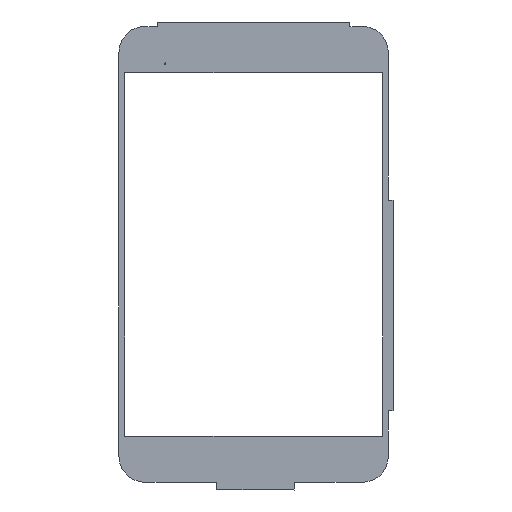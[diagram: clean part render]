
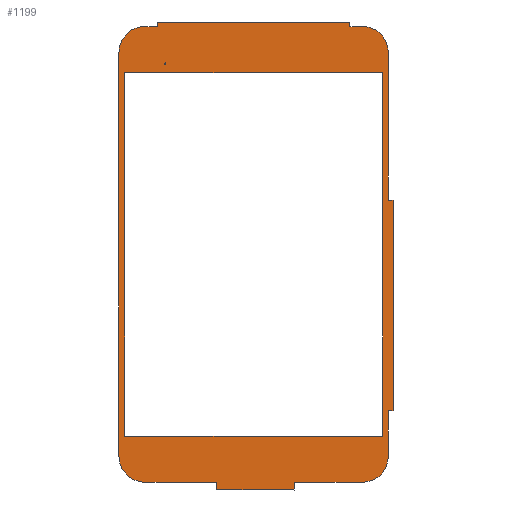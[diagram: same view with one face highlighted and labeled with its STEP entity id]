
A CAD part, front view. The second image highlights one B-rep face of the part: STEP entity #1199.
In plain terms, the highlighted planar face has unit normal (0, -1, 0).
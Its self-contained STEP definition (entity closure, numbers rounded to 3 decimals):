
#16=FACE_BOUND('',#187,.T.);
#17=FACE_BOUND('',#188,.T.);
#67=PLANE('',#1300);
#126=FACE_OUTER_BOUND('',#186,.T.);
#186=EDGE_LOOP('',(#1102,#1103,#1104,#1105,#1106,#1107,#1108,#1109,#1110,
#1111,#1112,#1113,#1114,#1115,#1116,#1117,#1118,#1119,#1120,#1121));
#187=EDGE_LOOP('',(#1122,#1123,#1124));
#188=EDGE_LOOP('',(#1125,#1126,#1127,#1128,#1129,#1130,#1131));
#212=LINE('',#1665,#363);
#253=LINE('',#1758,#404);
#256=LINE('',#1764,#407);
#259=LINE('',#1770,#410);
#275=LINE('',#1806,#426);
#279=LINE('',#1814,#430);
#282=LINE('',#1820,#433);
#285=LINE('',#1826,#436);
#288=LINE('',#1832,#439);
#292=LINE('',#1844,#443);
#296=LINE('',#1856,#447);
#299=LINE('',#1862,#450);
#302=LINE('',#1868,#453);
#305=LINE('',#1874,#456);
#308=LINE('',#1880,#459);
#312=LINE('',#1892,#463);
#315=LINE('',#1898,#466);
#318=LINE('',#1904,#469);
#321=LINE('',#1910,#472);
#324=LINE('',#1916,#475);
#329=LINE('',#1929,#480);
#333=LINE('',#1935,#484);
#336=LINE('',#1944,#487);
#338=LINE('',#1948,#489);
#363=VECTOR('',#1348,10.);
#404=VECTOR('',#1427,10.);
#407=VECTOR('',#1432,10.);
#410=VECTOR('',#1437,10.);
#426=VECTOR('',#1469,10.);
#430=VECTOR('',#1475,10.);
#433=VECTOR('',#1480,10.);
#436=VECTOR('',#1485,10.);
#439=VECTOR('',#1490,10.);
#443=VECTOR('',#1502,10.);
#447=VECTOR('',#1514,10.);
#450=VECTOR('',#1519,10.);
#453=VECTOR('',#1524,10.);
#456=VECTOR('',#1529,10.);
#459=VECTOR('',#1534,10.);
#463=VECTOR('',#1546,10.);
#466=VECTOR('',#1551,10.);
#469=VECTOR('',#1556,10.);
#472=VECTOR('',#1561,10.);
#475=VECTOR('',#1566,10.);
#480=VECTOR('',#1581,10.);
#484=VECTOR('',#1587,10.);
#487=VECTOR('',#1598,10.);
#489=VECTOR('',#1604,10.);
#497=CIRCLE('',#1251,2.);
#500=CIRCLE('',#1268,5.);
#502=CIRCLE('',#1272,5.);
#504=CIRCLE('',#1280,5.);
#506=CIRCLE('',#1288,5.);
#508=CIRCLE('',#1294,2.);
#528=VERTEX_POINT('',#1663);
#529=VERTEX_POINT('',#1664);
#560=VERTEX_POINT('',#1751);
#561=VERTEX_POINT('',#1753);
#562=VERTEX_POINT('',#1757);
#564=VERTEX_POINT('',#1763);
#566=VERTEX_POINT('',#1769);
#577=VERTEX_POINT('',#1804);
#578=VERTEX_POINT('',#1805);
#581=VERTEX_POINT('',#1813);
#583=VERTEX_POINT('',#1819);
#585=VERTEX_POINT('',#1825);
#587=VERTEX_POINT('',#1831);
#589=VERTEX_POINT('',#1837);
#591=VERTEX_POINT('',#1843);
#593=VERTEX_POINT('',#1849);
#595=VERTEX_POINT('',#1855);
#597=VERTEX_POINT('',#1861);
#599=VERTEX_POINT('',#1867);
#601=VERTEX_POINT('',#1873);
#603=VERTEX_POINT('',#1879);
#605=VERTEX_POINT('',#1885);
#607=VERTEX_POINT('',#1891);
#609=VERTEX_POINT('',#1897);
#611=VERTEX_POINT('',#1903);
#613=VERTEX_POINT('',#1909);
#615=VERTEX_POINT('',#1915);
#617=VERTEX_POINT('',#1927);
#618=VERTEX_POINT('',#1928);
#620=VERTEX_POINT('',#1938);
#647=EDGE_CURVE('',#528,#529,#212,.T.);
#691=EDGE_CURVE('',#560,#561,#497,.T.);
#693=EDGE_CURVE('',#562,#560,#253,.T.);
#696=EDGE_CURVE('',#564,#562,#256,.T.);
#699=EDGE_CURVE('',#566,#564,#259,.T.);
#717=EDGE_CURVE('',#577,#578,#275,.T.);
#721=EDGE_CURVE('',#581,#577,#279,.T.);
#724=EDGE_CURVE('',#583,#581,#282,.T.);
#727=EDGE_CURVE('',#585,#583,#285,.T.);
#730=EDGE_CURVE('',#587,#585,#288,.T.);
#733=EDGE_CURVE('',#589,#587,#500,.T.);
#736=EDGE_CURVE('',#591,#589,#292,.T.);
#739=EDGE_CURVE('',#593,#591,#502,.T.);
#742=EDGE_CURVE('',#595,#593,#296,.T.);
#745=EDGE_CURVE('',#597,#595,#299,.T.);
#748=EDGE_CURVE('',#599,#597,#302,.T.);
#751=EDGE_CURVE('',#601,#599,#305,.T.);
#754=EDGE_CURVE('',#603,#601,#308,.T.);
#757=EDGE_CURVE('',#605,#603,#504,.T.);
#760=EDGE_CURVE('',#607,#605,#312,.T.);
#763=EDGE_CURVE('',#609,#607,#315,.T.);
#766=EDGE_CURVE('',#611,#609,#318,.T.);
#769=EDGE_CURVE('',#613,#611,#321,.T.);
#772=EDGE_CURVE('',#615,#613,#324,.T.);
#775=EDGE_CURVE('',#578,#615,#506,.T.);
#779=EDGE_CURVE('',#617,#618,#329,.T.);
#783=EDGE_CURVE('',#561,#528,#333,.T.);
#785=EDGE_CURVE('',#620,#617,#508,.T.);
#788=EDGE_CURVE('',#618,#620,#336,.T.);
#790=EDGE_CURVE('',#529,#566,#338,.T.);
#1102=ORIENTED_EDGE('',*,*,#775,.F.);
#1103=ORIENTED_EDGE('',*,*,#717,.F.);
#1104=ORIENTED_EDGE('',*,*,#721,.F.);
#1105=ORIENTED_EDGE('',*,*,#724,.F.);
#1106=ORIENTED_EDGE('',*,*,#727,.F.);
#1107=ORIENTED_EDGE('',*,*,#730,.F.);
#1108=ORIENTED_EDGE('',*,*,#733,.F.);
#1109=ORIENTED_EDGE('',*,*,#736,.F.);
#1110=ORIENTED_EDGE('',*,*,#739,.F.);
#1111=ORIENTED_EDGE('',*,*,#742,.F.);
#1112=ORIENTED_EDGE('',*,*,#745,.F.);
#1113=ORIENTED_EDGE('',*,*,#748,.F.);
#1114=ORIENTED_EDGE('',*,*,#751,.F.);
#1115=ORIENTED_EDGE('',*,*,#754,.F.);
#1116=ORIENTED_EDGE('',*,*,#757,.F.);
#1117=ORIENTED_EDGE('',*,*,#760,.F.);
#1118=ORIENTED_EDGE('',*,*,#763,.F.);
#1119=ORIENTED_EDGE('',*,*,#766,.F.);
#1120=ORIENTED_EDGE('',*,*,#769,.F.);
#1121=ORIENTED_EDGE('',*,*,#772,.F.);
#1122=ORIENTED_EDGE('',*,*,#785,.F.);
#1123=ORIENTED_EDGE('',*,*,#788,.F.);
#1124=ORIENTED_EDGE('',*,*,#779,.F.);
#1125=ORIENTED_EDGE('',*,*,#790,.F.);
#1126=ORIENTED_EDGE('',*,*,#647,.F.);
#1127=ORIENTED_EDGE('',*,*,#783,.F.);
#1128=ORIENTED_EDGE('',*,*,#691,.F.);
#1129=ORIENTED_EDGE('',*,*,#693,.F.);
#1130=ORIENTED_EDGE('',*,*,#696,.F.);
#1131=ORIENTED_EDGE('',*,*,#699,.F.);
#1199=ADVANCED_FACE('',(#126,#16,#17),#67,.F.);
#1251=AXIS2_PLACEMENT_3D('',#1754,#1422,#1423);
#1268=AXIS2_PLACEMENT_3D('',#1838,#1495,#1496);
#1272=AXIS2_PLACEMENT_3D('',#1850,#1507,#1508);
#1280=AXIS2_PLACEMENT_3D('',#1886,#1539,#1540);
#1288=AXIS2_PLACEMENT_3D('',#1921,#1571,#1572);
#1294=AXIS2_PLACEMENT_3D('',#1939,#1591,#1592);
#1300=AXIS2_PLACEMENT_3D('',#1951,#1608,#1609);
#1348=DIRECTION('',(0.,0.,-1.));
#1422=DIRECTION('center_axis',(0.,1.,0.));
#1423=DIRECTION('ref_axis',(-0.968,0.,-0.25));
#1427=DIRECTION('',(-1.,0.,0.));
#1432=DIRECTION('',(0.,0.,1.));
#1437=DIRECTION('',(1.,0.,0.));
#1469=DIRECTION('',(1.,0.,0.));
#1475=DIRECTION('',(0.,0.,-1.));
#1480=DIRECTION('',(1.,0.,0.));
#1485=DIRECTION('',(0.,0.,1.));
#1490=DIRECTION('',(1.,0.,0.));
#1495=DIRECTION('center_axis',(0.,1.,0.));
#1496=DIRECTION('ref_axis',(-1.,0.,0.));
#1502=DIRECTION('',(0.,0.,1.));
#1507=DIRECTION('center_axis',(0.,1.,0.));
#1508=DIRECTION('ref_axis',(0.,0.,-1.));
#1514=DIRECTION('',(-1.,0.,0.));
#1519=DIRECTION('',(0.,0.,1.));
#1524=DIRECTION('',(-1.,0.,0.));
#1529=DIRECTION('',(0.,0.,-1.));
#1534=DIRECTION('',(-1.,0.,0.));
#1539=DIRECTION('center_axis',(0.,1.,0.));
#1540=DIRECTION('ref_axis',(1.,0.,0.));
#1546=DIRECTION('',(0.,0.,-1.));
#1551=DIRECTION('',(-1.,0.,0.));
#1556=DIRECTION('',(0.,0.,-1.));
#1561=DIRECTION('',(1.,0.,0.));
#1566=DIRECTION('',(0.,0.,-1.));
#1571=DIRECTION('center_axis',(0.,1.,0.));
#1572=DIRECTION('ref_axis',(0.,0.,1.));
#1581=DIRECTION('',(1.,0.,0.));
#1587=DIRECTION('',(-1.,0.,0.));
#1591=DIRECTION('center_axis',(0.,1.,0.));
#1592=DIRECTION('ref_axis',(1.,0.,0.));
#1598=DIRECTION('',(0.,0.,1.));
#1604=DIRECTION('',(1.,0.,0.));
#1608=DIRECTION('center_axis',(0.,1.,0.));
#1609=DIRECTION('ref_axis',(0.,0.,1.));
#1663=CARTESIAN_POINT('',(-21.955,0.,34.944));
#1664=CARTESIAN_POINT('',(-21.955,0.,-35.256));
#1665=CARTESIAN_POINT('',(-21.955,0.,38.844));
#1751=CARTESIAN_POINT('',(22.046,0.,34.944));
#1753=CARTESIAN_POINT('',(22.045,0.,34.944));
#1754=CARTESIAN_POINT('Origin',(22.045,0.,36.944));
#1757=CARTESIAN_POINT('',(27.845,0.,34.944));
#1758=CARTESIAN_POINT('',(27.845,0.,34.944));
#1763=CARTESIAN_POINT('',(27.845,0.,-35.256));
#1764=CARTESIAN_POINT('',(27.845,0.,-39.156));
#1769=CARTESIAN_POINT('',(22.045,0.,-35.256));
#1770=CARTESIAN_POINT('',(22.045,0.,-35.256));
#1804=CARTESIAN_POINT('',(21.545,0.,43.844));
#1805=CARTESIAN_POINT('',(23.945,0.,43.844));
#1806=CARTESIAN_POINT('',(21.545,0.,43.844));
#1813=CARTESIAN_POINT('',(21.545,0.,44.718));
#1814=CARTESIAN_POINT('',(21.545,0.,44.718));
#1819=CARTESIAN_POINT('',(-15.655,0.,44.718));
#1820=CARTESIAN_POINT('',(-15.655,0.,44.718));
#1825=CARTESIAN_POINT('',(-15.655,0.,43.844));
#1826=CARTESIAN_POINT('',(-15.655,0.,43.844));
#1831=CARTESIAN_POINT('',(-18.055,0.,43.844));
#1832=CARTESIAN_POINT('',(-18.055,0.,43.844));
#1837=CARTESIAN_POINT('',(-23.055,0.,38.844));
#1838=CARTESIAN_POINT('Origin',(-18.055,0.,38.844));
#1843=CARTESIAN_POINT('',(-23.055,0.,-39.156));
#1844=CARTESIAN_POINT('',(-23.055,0.,-39.156));
#1849=CARTESIAN_POINT('',(-18.055,0.,-44.156));
#1850=CARTESIAN_POINT('Origin',(-18.055,0.,-39.156));
#1855=CARTESIAN_POINT('',(-4.168,0.,-44.156));
#1856=CARTESIAN_POINT('',(-4.168,0.,-44.156));
#1861=CARTESIAN_POINT('',(-4.168,0.,-45.656));
#1862=CARTESIAN_POINT('',(-4.168,0.,-45.656));
#1867=CARTESIAN_POINT('',(10.832,0.,-45.656));
#1868=CARTESIAN_POINT('',(10.832,0.,-45.656));
#1873=CARTESIAN_POINT('',(10.832,0.,-44.156));
#1874=CARTESIAN_POINT('',(10.832,0.,-44.156));
#1879=CARTESIAN_POINT('',(23.945,0.,-44.156));
#1880=CARTESIAN_POINT('',(23.945,0.,-44.156));
#1885=CARTESIAN_POINT('',(28.945,0.,-39.156));
#1886=CARTESIAN_POINT('Origin',(23.945,0.,-39.156));
#1891=CARTESIAN_POINT('',(28.945,0.,-30.348));
#1892=CARTESIAN_POINT('',(28.945,0.,-30.348));
#1897=CARTESIAN_POINT('',(29.868,0.,-30.348));
#1898=CARTESIAN_POINT('',(29.868,0.,-30.348));
#1903=CARTESIAN_POINT('',(29.868,0.,10.324));
#1904=CARTESIAN_POINT('',(29.868,0.,10.324));
#1909=CARTESIAN_POINT('',(28.945,0.,10.324));
#1910=CARTESIAN_POINT('',(27.945,0.,10.324));
#1915=CARTESIAN_POINT('',(28.945,0.,38.844));
#1916=CARTESIAN_POINT('',(28.945,0.,38.844));
#1921=CARTESIAN_POINT('Origin',(23.945,0.,38.844));
#1927=CARTESIAN_POINT('',(-14.218,0.,36.444));
#1928=CARTESIAN_POINT('',(-14.155,0.,36.444));
#1929=CARTESIAN_POINT('',(-16.669,0.,36.444));
#1935=CARTESIAN_POINT('',(27.845,0.,34.944));
#1938=CARTESIAN_POINT('',(-14.155,0.,36.944));
#1939=CARTESIAN_POINT('Origin',(-16.155,0.,36.944));
#1944=CARTESIAN_POINT('',(-14.155,0.,36.444));
#1948=CARTESIAN_POINT('',(-21.955,0.,-35.256));
#1951=CARTESIAN_POINT('Origin',(3.085,0.,-39.156));
